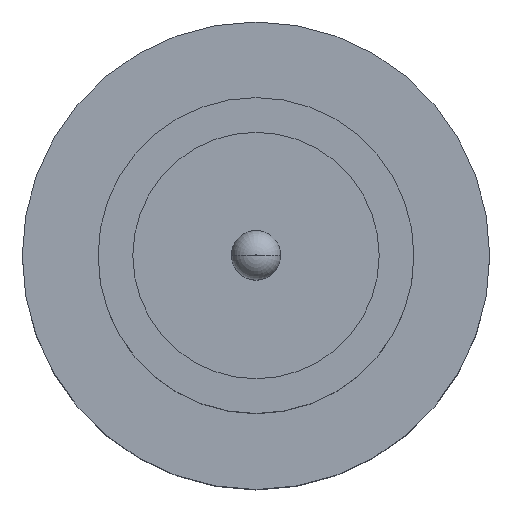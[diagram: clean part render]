
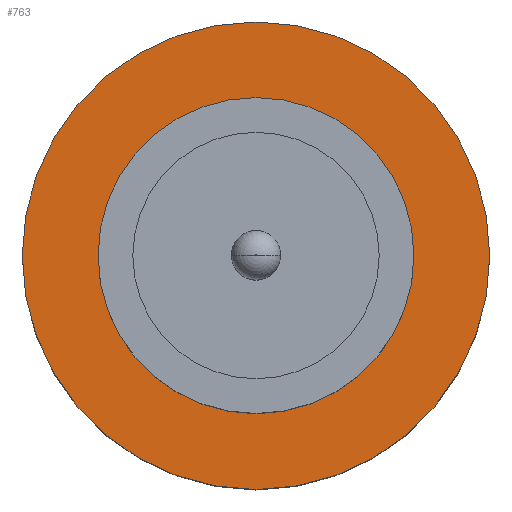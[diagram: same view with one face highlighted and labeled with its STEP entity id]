
A CAD part, top view. The second image highlights one B-rep face of the part: STEP entity #763.
In plain terms, the highlighted planar face has unit normal (0, 0, 1).
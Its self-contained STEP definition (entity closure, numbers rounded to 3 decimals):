
#2 = CARTESIAN_POINT ( 'NONE',  ( 1.25, 0., 1.55 ) ) ;
#3 = DIRECTION ( 'NONE',  ( 0., 0., 1. ) ) ;
#10 = CARTESIAN_POINT ( 'NONE',  ( 0., 0., 1.55 ) ) ;
#15 = VERTEX_POINT ( 'NONE', #64 ) ;
#35 = DIRECTION ( 'NONE',  ( 1., 0., 0. ) ) ;
#64 = CARTESIAN_POINT ( 'NONE',  ( -1.85, 0., 1.55 ) ) ;
#69 = EDGE_CURVE ( 'NONE', #15, #157, #155, .T. ) ;
#87 = CARTESIAN_POINT ( 'NONE',  ( -1.25, 0., 1.55 ) ) ;
#97 = CARTESIAN_POINT ( 'NONE',  ( 0., 0., 1.55 ) ) ;
#153 = EDGE_CURVE ( 'NONE', #157, #15, #840, .T. ) ;
#155 = CIRCLE ( 'NONE', #210, 1.85 ) ;
#157 = VERTEX_POINT ( 'NONE', #860 ) ;
#203 = VERTEX_POINT ( 'NONE', #87 ) ;
#210 = AXIS2_PLACEMENT_3D ( 'NONE', #431, #3, #284 ) ;
#226 = DIRECTION ( 'NONE',  ( 1., 0., 0. ) ) ;
#266 = ORIENTED_EDGE ( 'NONE', *, *, #153, .T. ) ;
#281 = ORIENTED_EDGE ( 'NONE', *, *, #436, .F. ) ;
#284 = DIRECTION ( 'NONE',  ( 1., 0., 0. ) ) ;
#304 = DIRECTION ( 'NONE',  ( 1., 0., 0. ) ) ;
#317 = AXIS2_PLACEMENT_3D ( 'NONE', #373, #510, #720 ) ;
#324 = ORIENTED_EDGE ( 'NONE', *, *, #69, .T. ) ;
#357 = DIRECTION ( 'NONE',  ( 0., 0., 1. ) ) ;
#373 = CARTESIAN_POINT ( 'NONE',  ( 0., 0., 1.55 ) ) ;
#377 = AXIS2_PLACEMENT_3D ( 'NONE', #10, #357, #226 ) ;
#431 = CARTESIAN_POINT ( 'NONE',  ( 0., 0., 1.55 ) ) ;
#436 = EDGE_CURVE ( 'NONE', #700, #203, #820, .T. ) ;
#459 = CARTESIAN_POINT ( 'NONE',  ( 0., 0., 1.55 ) ) ;
#509 = FACE_OUTER_BOUND ( 'NONE', #739, .T. ) ;
#510 = DIRECTION ( 'NONE',  ( 0., 0., 1. ) ) ;
#534 = CIRCLE ( 'NONE', #377, 1.25 ) ;
#539 = AXIS2_PLACEMENT_3D ( 'NONE', #459, #668, #35 ) ;
#551 = AXIS2_PLACEMENT_3D ( 'NONE', #97, #595, #304 ) ;
#595 = DIRECTION ( 'NONE',  ( 0., 0., 1. ) ) ;
#632 = ORIENTED_EDGE ( 'NONE', *, *, #666, .F. ) ;
#666 = EDGE_CURVE ( 'NONE', #203, #700, #534, .T. ) ;
#668 = DIRECTION ( 'NONE',  ( 0., 0., 1. ) ) ;
#700 = VERTEX_POINT ( 'NONE', #2 ) ;
#720 = DIRECTION ( 'NONE',  ( 1., 0., 0. ) ) ;
#732 = PLANE ( 'NONE',  #551 ) ;
#739 = EDGE_LOOP ( 'NONE', ( #324, #266 ) ) ;
#763 = ADVANCED_FACE ( 'NONE', ( #791, #509 ), #732, .T. ) ;
#791 = FACE_BOUND ( 'NONE', #815, .T. ) ;
#815 = EDGE_LOOP ( 'NONE', ( #281, #632 ) ) ;
#820 = CIRCLE ( 'NONE', #539, 1.25 ) ;
#840 = CIRCLE ( 'NONE', #317, 1.85 ) ;
#860 = CARTESIAN_POINT ( 'NONE',  ( 1.85, 0., 1.55 ) ) ;
